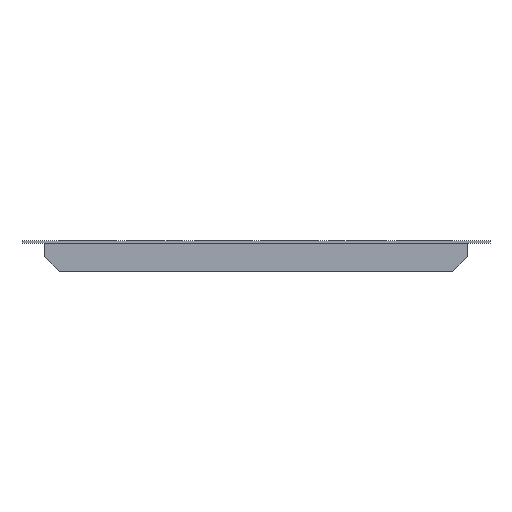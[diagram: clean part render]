
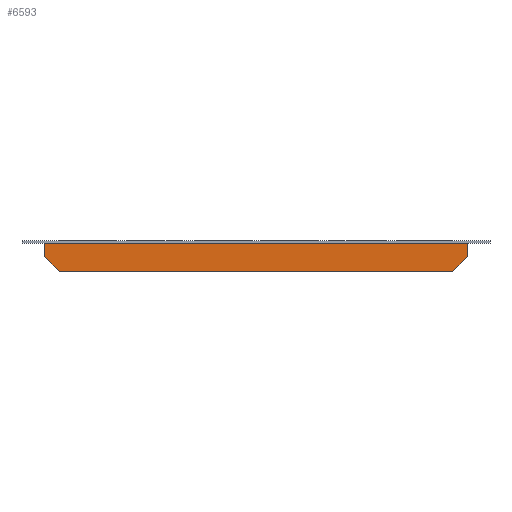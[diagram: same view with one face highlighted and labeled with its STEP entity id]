
A CAD part, front view. The second image highlights one B-rep face of the part: STEP entity #6593.
In plain terms, the highlighted planar face has unit normal (0, -1, 0).
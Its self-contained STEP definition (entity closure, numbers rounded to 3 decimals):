
#246 = VERTEX_POINT ( 'NONE', #6078 ) ;
#452 = LINE ( 'NONE', #3178, #6779 ) ;
#469 = ORIENTED_EDGE ( 'NONE', *, *, #953, .F. ) ;
#497 = CARTESIAN_POINT ( 'NONE',  ( 113., -22., -15. ) ) ;
#513 = CARTESIAN_POINT ( 'NONE',  ( 113., -22., -7. ) ) ;
#518 = EDGE_CURVE ( 'NONE', #246, #4150, #1002, .T. ) ;
#542 = CARTESIAN_POINT ( 'NONE',  ( 4., -22., -124. ) ) ;
#563 = ORIENTED_EDGE ( 'NONE', *, *, #518, .T. ) ;
#953 = EDGE_CURVE ( 'NONE', #246, #3414, #452, .T. ) ;
#1002 = LINE ( 'NONE', #6553, #2684 ) ;
#1044 = CARTESIAN_POINT ( 'NONE',  ( 113., -22., 0. ) ) ;
#1211 = VECTOR ( 'NONE', #1485, 1000. ) ;
#1384 = EDGE_CURVE ( 'NONE', #3566, #3052, #1523, .T. ) ;
#1485 = DIRECTION ( 'NONE',  ( 0., 0., 1. ) ) ;
#1523 = LINE ( 'NONE', #1044, #6324 ) ;
#1690 = ORIENTED_EDGE ( 'NONE', *, *, #3170, .T. ) ;
#1923 = LINE ( 'NONE', #2030, #1211 ) ;
#1959 = LINE ( 'NONE', #497, #6358 ) ;
#2030 = CARTESIAN_POINT ( 'NONE',  ( -113., -22., -15. ) ) ;
#2684 = VECTOR ( 'NONE', #3779, 1000. ) ;
#2692 = CARTESIAN_POINT ( 'NONE',  ( 113., -22., -15. ) ) ;
#2751 = DIRECTION ( 'NONE',  ( 0., 0., 1. ) ) ;
#2796 = ORIENTED_EDGE ( 'NONE', *, *, #5884, .T. ) ;
#2833 = LINE ( 'NONE', #542, #6341 ) ;
#3052 = VERTEX_POINT ( 'NONE', #5439 ) ;
#3116 = EDGE_CURVE ( 'NONE', #7143, #3052, #1923, .T. ) ;
#3170 = EDGE_CURVE ( 'NONE', #4150, #3566, #1959, .T. ) ;
#3178 = CARTESIAN_POINT ( 'NONE',  ( 113., -22., -15. ) ) ;
#3235 = EDGE_LOOP ( 'NONE', ( #5154, #2796, #469, #563, #1690, #7185 ) ) ;
#3264 = DIRECTION ( 'NONE',  ( -1., 0., 0. ) ) ;
#3414 = VERTEX_POINT ( 'NONE', #3621 ) ;
#3566 = VERTEX_POINT ( 'NONE', #4905 ) ;
#3621 = CARTESIAN_POINT ( 'NONE',  ( -105., -22., -15. ) ) ;
#3779 = DIRECTION ( 'NONE',  ( 0.707, 0., 0.707 ) ) ;
#4120 = AXIS2_PLACEMENT_3D ( 'NONE', #2692, #5486, #4253 ) ;
#4150 = VERTEX_POINT ( 'NONE', #513 ) ;
#4253 = DIRECTION ( 'NONE',  ( 0., 0., 1. ) ) ;
#4560 = DIRECTION ( 'NONE',  ( 0.707, 0., -0.707 ) ) ;
#4836 = FACE_OUTER_BOUND ( 'NONE', #3235, .T. ) ;
#4905 = CARTESIAN_POINT ( 'NONE',  ( 113., -22., 0. ) ) ;
#5154 = ORIENTED_EDGE ( 'NONE', *, *, #3116, .F. ) ;
#5439 = CARTESIAN_POINT ( 'NONE',  ( -113., -22., 0. ) ) ;
#5486 = DIRECTION ( 'NONE',  ( 0., 1., 0. ) ) ;
#5884 = EDGE_CURVE ( 'NONE', #7143, #3414, #2833, .T. ) ;
#6078 = CARTESIAN_POINT ( 'NONE',  ( 105., -22., -15. ) ) ;
#6324 = VECTOR ( 'NONE', #3264, 1000. ) ;
#6341 = VECTOR ( 'NONE', #4560, 1000. ) ;
#6358 = VECTOR ( 'NONE', #2751, 1000. ) ;
#6482 = DIRECTION ( 'NONE',  ( -1., 0., 0. ) ) ;
#6553 = CARTESIAN_POINT ( 'NONE',  ( 109., -22., -11. ) ) ;
#6593 = ADVANCED_FACE ( 'NONE', ( #4836 ), #7066, .F. ) ;
#6723 = CARTESIAN_POINT ( 'NONE',  ( -113., -22., -7. ) ) ;
#6779 = VECTOR ( 'NONE', #6482, 1000. ) ;
#7066 = PLANE ( 'NONE',  #4120 ) ;
#7143 = VERTEX_POINT ( 'NONE', #6723 ) ;
#7185 = ORIENTED_EDGE ( 'NONE', *, *, #1384, .T. ) ;
